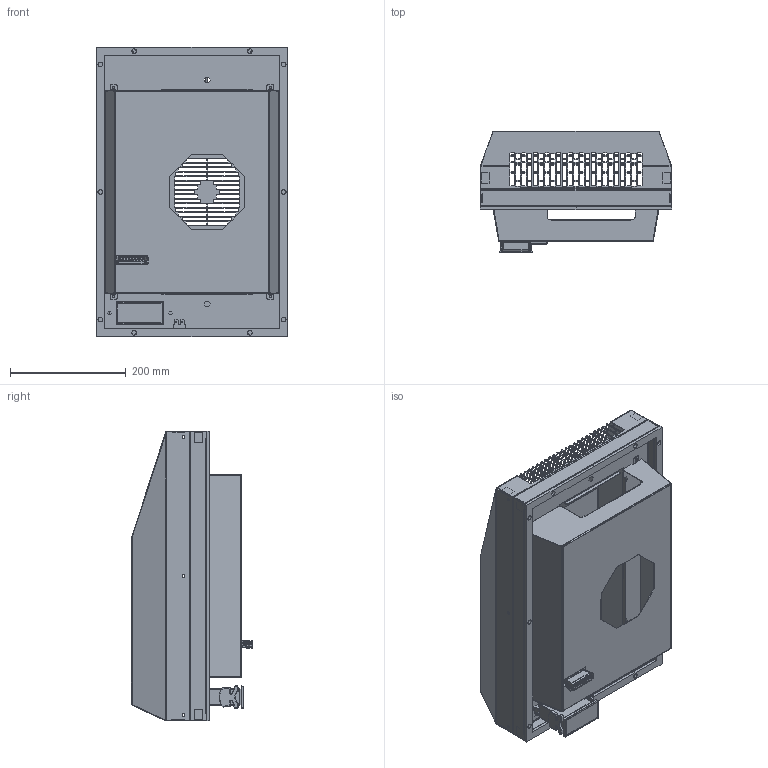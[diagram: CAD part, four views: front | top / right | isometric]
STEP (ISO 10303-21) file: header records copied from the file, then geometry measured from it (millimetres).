
FILE_DESCRIPTION((''),'2;1');
FILE_NAME('TG6205303_ASM','2018-10-01T',('danielc'),(''),'CREO PARAMETRIC BY PTC INC, 2017480','CREO PARAMETRIC BY PTC INC, 2017480','');
FILE_SCHEMA(('CONFIG_CONTROL_DESIGN'));
Products named in the file (27): TG6205-HOUSING_1_1_1_1_1; TG6205-HOUSING-MNF_ASM_1_ASM__1_ASM; 072106080019_1_1_1_1_2; TG6205-HOUSING_ASM_1_ASM_1_AS_1_ASM; MEANWELL_HLG-600H_1_2_1_1_1; MEANWELL_HLG-600H_1_ASM_1_ASM_2_ASM; TG6205-HEATSHIELD-DUCT-MNF_AS_1; TG6205-PSU-W-HEATSHIELD_ASM_1_1_ASM; TG6205-AMBIENT-COVER_1_1_1_1; TG6205-AMBIENT-COVER_ASM_1_AS_1_ASM; CAREL_IR33PLUS_SEIFERT_1_1_1__2; 41290_TUTTO_1_1_1_1; 1757048_TUTTO_1_1_1_1; 1757051_TUTTO_1_1_1_1; 1757019_TUTTO_1_1_1_1; CAREL_IR33_PLUS_SEIFERT_ASM_1_2_ASM; TG6205-CONTROLLER-BKT_ASM_1_A_1_ASM; TG6205-WIRING-COVER_1_1_1_1; TG6205-WIRING-COVER_ASM_1_ASM_2_ASM; TG6205-DUCT-MNF_ASM_1_ASM_1_A_1; TG6205-DUCT_ASM_1_ASM_1_ASM_1_1_ASM; TG6205305-COMPLETE-ASSEMBLY_A_1_ASM; TG6205-COMPLETE_ASM_1_ASM_1_1_ASM; TG6205-COMPLETE_ASM_1_1_ASM; TG6205-MOUNTING-INS-HOR; 072101080037; TG6205303_ASM
Assembly tree (27 placements, depth 7):
  TG6205303_ASM
    TG6205-COMPLETE_ASM_1_1_ASM
      TG6205-COMPLETE_ASM_1_ASM_1_1_ASM
        TG6205305-COMPLETE-ASSEMBLY_A_1_ASM
          TG6205-HOUSING_ASM_1_ASM_1_AS_1_ASM
            TG6205-HOUSING-MNF_ASM_1_ASM__1_ASM
              TG6205-HOUSING_1_1_1_1_1
            072106080019_1_1_1_1_2
          TG6205-PSU-W-HEATSHIELD_ASM_1_1_ASM
            MEANWELL_HLG-600H_1_ASM_1_ASM_2_ASM
              MEANWELL_HLG-600H_1_2_1_1_1
            TG6205-HEATSHIELD-DUCT-MNF_AS_1
          TG6205-AMBIENT-COVER_ASM_1_AS_1_ASM
            TG6205-AMBIENT-COVER_1_1_1_1
          TG6205-CONTROLLER-BKT_ASM_1_A_1_ASM
            CAREL_IR33_PLUS_SEIFERT_ASM_1_2_ASM
              CAREL_IR33PLUS_SEIFERT_1_1_1__2
              41290_TUTTO_1_1_1_1
              1757048_TUTTO_1_1_1_1
              1757051_TUTTO_1_1_1_1
              1757019_TUTTO_1_1_1_1  x2
          TG6205-WIRING-COVER_ASM_1_ASM_2_ASM
            TG6205-WIRING-COVER_1_1_1_1
          TG6205-DUCT_ASM_1_ASM_1_ASM_1_1_ASM
            TG6205-DUCT-MNF_ASM_1_ASM_1_A_1
    TG6205-MOUNTING-INS-HOR
    072101080037
Bounding box: 330 x 208.83 x 500 mm (x, y, z)
Volume: 891645 mm3; surface area: 1321083.8 mm2
Topology: 13 solids, 13 shells, 4275 faces, 11584 edges, 7352 vertices
Faces by surface type: plane 3316, cylinder 806, cone 64, bspline 41, sphere 30, torus 16, extrusion 2
Entity records: 130505 total; most frequent: CARTESIAN_POINT 24520, ORIENTED_EDGE 22268, DIRECTION 21077, EDGE_CURVE 11134, VECTOR 9215, LINE 9213, VERTEX_POINT 7070, AXIS2_PLACEMENT_3D 5931
